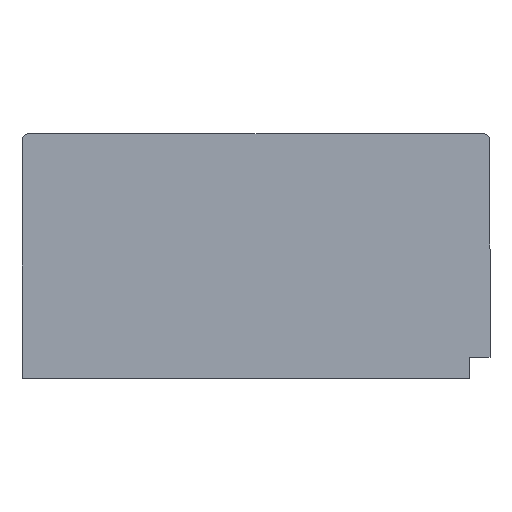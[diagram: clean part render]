
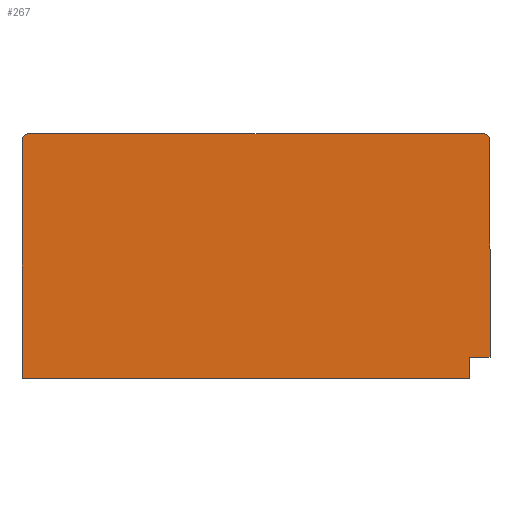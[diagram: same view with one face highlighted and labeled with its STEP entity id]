
A CAD part, top view. The second image highlights one B-rep face of the part: STEP entity #267.
In plain terms, the highlighted planar face has unit normal (0, 0, 1).
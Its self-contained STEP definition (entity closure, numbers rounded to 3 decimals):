
#10 = LINE ( 'NONE', #291, #255 ) ;
#11 = VERTEX_POINT ( 'NONE', #330 ) ;
#14 = CARTESIAN_POINT ( 'NONE',  ( -640., 0., 8. ) ) ;
#16 = CARTESIAN_POINT ( 'NONE',  ( 20., 350., 8. ) ) ;
#19 = AXIS2_PLACEMENT_3D ( 'NONE', #261, #282, #56 ) ;
#20 = VERTEX_POINT ( 'NONE', #241 ) ;
#22 = ORIENTED_EDGE ( 'NONE', *, *, #111, .T. ) ;
#29 = DIRECTION ( 'NONE',  ( 1., 0., 0. ) ) ;
#38 = DIRECTION ( 'NONE',  ( -1., 0., 0. ) ) ;
#41 = VECTOR ( 'NONE', #287, 1000. ) ;
#43 = DIRECTION ( 'NONE',  ( 0., 0., 1. ) ) ;
#44 = CARTESIAN_POINT ( 'NONE',  ( -630., 340., 8. ) ) ;
#54 = VERTEX_POINT ( 'NONE', #190 ) ;
#56 = DIRECTION ( 'NONE',  ( 1., 0., 0. ) ) ;
#72 = LINE ( 'NONE', #140, #254 ) ;
#74 = ORIENTED_EDGE ( 'NONE', *, *, #181, .T. ) ;
#77 = CARTESIAN_POINT ( 'NONE',  ( 0., 0., 8. ) ) ;
#88 = DIRECTION ( 'NONE',  ( 0., -1., 0. ) ) ;
#96 = ORIENTED_EDGE ( 'NONE', *, *, #164, .T. ) ;
#99 = VERTEX_POINT ( 'NONE', #323 ) ;
#106 = VECTOR ( 'NONE', #88, 1000. ) ;
#108 = VERTEX_POINT ( 'NONE', #159 ) ;
#111 = EDGE_CURVE ( 'NONE', #99, #54, #204, .T. ) ;
#117 = ORIENTED_EDGE ( 'NONE', *, *, #126, .T. ) ;
#122 = VERTEX_POINT ( 'NONE', #16 ) ;
#126 = EDGE_CURVE ( 'NONE', #20, #108, #143, .T. ) ;
#128 = ORIENTED_EDGE ( 'NONE', *, *, #168, .T. ) ;
#135 = CARTESIAN_POINT ( 'NONE',  ( 0., 30., 8. ) ) ;
#140 = CARTESIAN_POINT ( 'NONE',  ( 20., 350., 8. ) ) ;
#143 = LINE ( 'NONE', #135, #177 ) ;
#159 = CARTESIAN_POINT ( 'NONE',  ( 30., 30., 8. ) ) ;
#164 = EDGE_CURVE ( 'NONE', #54, #226, #248, .T. ) ;
#168 = EDGE_CURVE ( 'NONE', #122, #99, #72, .T. ) ;
#170 = DIRECTION ( 'NONE',  ( 0., 0., 1. ) ) ;
#172 = VERTEX_POINT ( 'NONE', #299 ) ;
#177 = VECTOR ( 'NONE', #325, 1000. ) ;
#178 = EDGE_LOOP ( 'NONE', ( #281, #289, #117, #230, #74, #128, #22, #96 ) ) ;
#181 = EDGE_CURVE ( 'NONE', #172, #122, #274, .T. ) ;
#184 = CARTESIAN_POINT ( 'NONE',  ( -640., 0., 8. ) ) ;
#190 = CARTESIAN_POINT ( 'NONE',  ( -640., 340., 8. ) ) ;
#196 = LINE ( 'NONE', #77, #41 ) ;
#204 = CIRCLE ( 'NONE', #297, 10. ) ;
#210 = PLANE ( 'NONE',  #19 ) ;
#213 = VECTOR ( 'NONE', #29, 1000. ) ;
#225 = CARTESIAN_POINT ( 'NONE',  ( 20., 340., 8. ) ) ;
#226 = VERTEX_POINT ( 'NONE', #184 ) ;
#230 = ORIENTED_EDGE ( 'NONE', *, *, #313, .T. ) ;
#231 = FACE_OUTER_BOUND ( 'NONE', #178, .T. ) ;
#236 = EDGE_CURVE ( 'NONE', #226, #11, #278, .T. ) ;
#237 = DIRECTION ( 'NONE',  ( 0., 1., 0. ) ) ;
#241 = CARTESIAN_POINT ( 'NONE',  ( 0., 30., 8. ) ) ;
#248 = LINE ( 'NONE', #302, #106 ) ;
#249 = DIRECTION ( 'NONE',  ( 1., 0., 0. ) ) ;
#254 = VECTOR ( 'NONE', #38, 1000. ) ;
#255 = VECTOR ( 'NONE', #237, 1000. ) ;
#257 = EDGE_CURVE ( 'NONE', #11, #20, #196, .T. ) ;
#261 = CARTESIAN_POINT ( 'NONE',  ( 20., 340., 8. ) ) ;
#267 = ADVANCED_FACE ( 'NONE', ( #231 ), #210, .T. ) ;
#274 = CIRCLE ( 'NONE', #288, 10. ) ;
#278 = LINE ( 'NONE', #14, #213 ) ;
#281 = ORIENTED_EDGE ( 'NONE', *, *, #236, .T. ) ;
#282 = DIRECTION ( 'NONE',  ( 0., 0., 1. ) ) ;
#287 = DIRECTION ( 'NONE',  ( 0., 1., 0. ) ) ;
#288 = AXIS2_PLACEMENT_3D ( 'NONE', #225, #43, #333 ) ;
#289 = ORIENTED_EDGE ( 'NONE', *, *, #257, .T. ) ;
#291 = CARTESIAN_POINT ( 'NONE',  ( 30., 30., 8. ) ) ;
#297 = AXIS2_PLACEMENT_3D ( 'NONE', #44, #170, #249 ) ;
#299 = CARTESIAN_POINT ( 'NONE',  ( 30., 340., 8. ) ) ;
#302 = CARTESIAN_POINT ( 'NONE',  ( -640., 340., 8. ) ) ;
#313 = EDGE_CURVE ( 'NONE', #108, #172, #10, .T. ) ;
#323 = CARTESIAN_POINT ( 'NONE',  ( -630., 350., 8. ) ) ;
#325 = DIRECTION ( 'NONE',  ( 1., 0., 0. ) ) ;
#330 = CARTESIAN_POINT ( 'NONE',  ( 0., 0., 8. ) ) ;
#333 = DIRECTION ( 'NONE',  ( 1., 0., 0. ) ) ;
